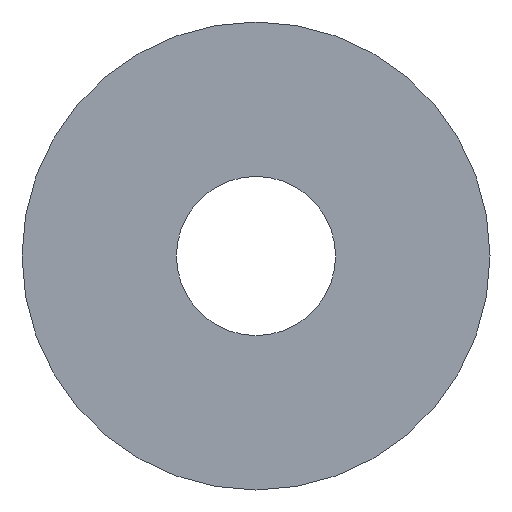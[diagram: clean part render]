
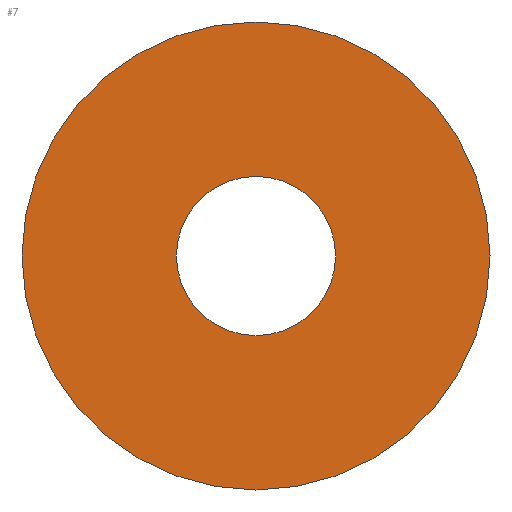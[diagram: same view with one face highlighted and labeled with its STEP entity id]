
A CAD part, left-side view. The second image highlights one B-rep face of the part: STEP entity #7.
In plain terms, the highlighted planar face has unit normal (-1, 0, 0).
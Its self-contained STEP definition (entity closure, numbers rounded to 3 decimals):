
#2 = CARTESIAN_POINT ( 'NONE',  ( 0., 0., 0. ) ) ;
#7 = ADVANCED_FACE ( 'NONE', ( #266, #75 ), #91, .F. ) ;
#9 = CIRCLE ( 'NONE', #237, 5. ) ;
#11 = VERTEX_POINT ( 'NONE', #242 ) ;
#20 = EDGE_CURVE ( 'NONE', #11, #94, #83, .T. ) ;
#30 = ORIENTED_EDGE ( 'NONE', *, *, #59, .F. ) ;
#37 = CARTESIAN_POINT ( 'NONE',  ( 0., 0., 0. ) ) ;
#38 = CIRCLE ( 'NONE', #151, 1.7 ) ;
#55 = DIRECTION ( 'NONE',  ( 1., 0., 0. ) ) ;
#56 = CARTESIAN_POINT ( 'NONE',  ( 0., 0., -5. ) ) ;
#58 = DIRECTION ( 'NONE',  ( 0., 0., -1. ) ) ;
#59 = EDGE_CURVE ( 'NONE', #112, #221, #9, .T. ) ;
#62 = CARTESIAN_POINT ( 'NONE',  ( 0., 0., 5. ) ) ;
#71 = EDGE_CURVE ( 'NONE', #94, #11, #38, .T. ) ;
#73 = EDGE_LOOP ( 'NONE', ( #30, #125 ) ) ;
#75 = FACE_OUTER_BOUND ( 'NONE', #73, .T. ) ;
#83 = CIRCLE ( 'NONE', #273, 1.7 ) ;
#84 = CARTESIAN_POINT ( 'NONE',  ( 0., 0., 0. ) ) ;
#91 = PLANE ( 'NONE',  #278 ) ;
#94 = VERTEX_POINT ( 'NONE', #181 ) ;
#111 = EDGE_LOOP ( 'NONE', ( #262, #195 ) ) ;
#112 = VERTEX_POINT ( 'NONE', #62 ) ;
#124 = DIRECTION ( 'NONE',  ( 1., 0., 0. ) ) ;
#125 = ORIENTED_EDGE ( 'NONE', *, *, #275, .F. ) ;
#139 = DIRECTION ( 'NONE',  ( 1., 0., 0. ) ) ;
#140 = DIRECTION ( 'NONE',  ( 1., 0., 0. ) ) ;
#148 = DIRECTION ( 'NONE',  ( 0., 0., -1. ) ) ;
#151 = AXIS2_PLACEMENT_3D ( 'NONE', #84, #140, #58 ) ;
#159 = DIRECTION ( 'NONE',  ( 0., 0., -1. ) ) ;
#176 = DIRECTION ( 'NONE',  ( 0., 0., -1. ) ) ;
#180 = CARTESIAN_POINT ( 'NONE',  ( 0., 0., 0. ) ) ;
#181 = CARTESIAN_POINT ( 'NONE',  ( 0., 0., -1.7 ) ) ;
#186 = AXIS2_PLACEMENT_3D ( 'NONE', #2, #124, #148 ) ;
#195 = ORIENTED_EDGE ( 'NONE', *, *, #20, .T. ) ;
#221 = VERTEX_POINT ( 'NONE', #56 ) ;
#229 = CIRCLE ( 'NONE', #186, 5. ) ;
#237 = AXIS2_PLACEMENT_3D ( 'NONE', #37, #139, #270 ) ;
#242 = CARTESIAN_POINT ( 'NONE',  ( 0., 0., 1.7 ) ) ;
#262 = ORIENTED_EDGE ( 'NONE', *, *, #71, .T. ) ;
#263 = CARTESIAN_POINT ( 'NONE',  ( 0., 0., 0. ) ) ;
#266 = FACE_BOUND ( 'NONE', #111, .T. ) ;
#267 = DIRECTION ( 'NONE',  ( 1., 0., 0. ) ) ;
#270 = DIRECTION ( 'NONE',  ( 0., 0., -1. ) ) ;
#273 = AXIS2_PLACEMENT_3D ( 'NONE', #263, #55, #159 ) ;
#275 = EDGE_CURVE ( 'NONE', #221, #112, #229, .T. ) ;
#278 = AXIS2_PLACEMENT_3D ( 'NONE', #180, #267, #176 ) ;
